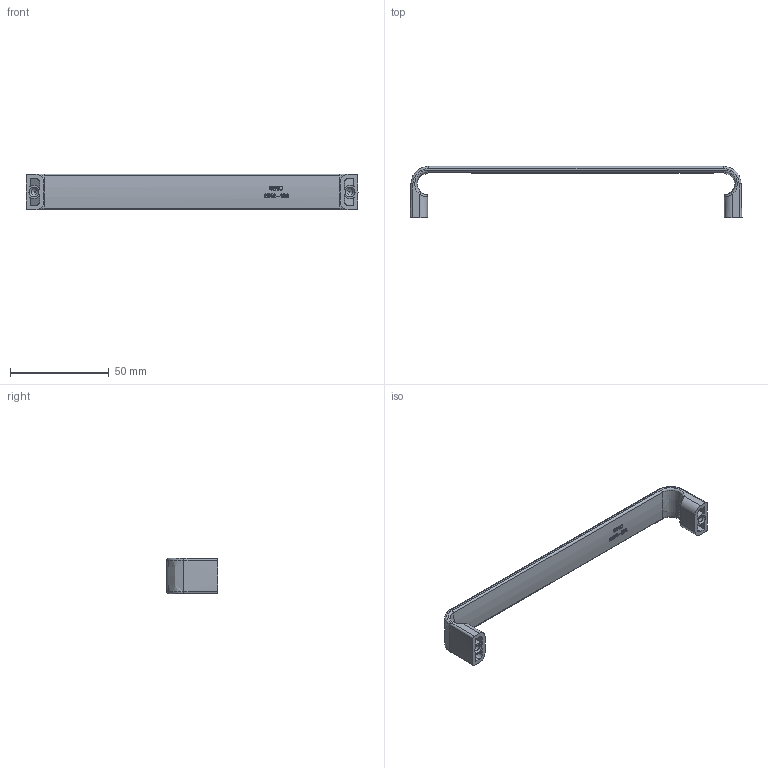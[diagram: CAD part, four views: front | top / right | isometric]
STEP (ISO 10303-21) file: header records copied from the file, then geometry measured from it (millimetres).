
FILE_DESCRIPTION(('Creo Elements/Direct Modeling STEP Export'),'2;1');
FILE_NAME('2512-168.stp','2020-11-26T15:54:49',(''),(''),'Creo Elements/Direct Modeling STEP processor for AP214 (Solid Model)','Creo Elements/Direct Modeling 20.0 12-Nov-2016 (C) Parametric Technology GmbH','');
FILE_SCHEMA(('AUTOMOTIVE_DESIGN { 1 0 10303 214 1 1 1 1 }'));
Length unit declared in the file: millimetre
Products named in the file (1): ZN-11190
Bounding box: 168 x 25.84 x 18 mm (x, y, z)
Volume: 13372.4 mm3; surface area: 9948.8 mm2
Topology: 1 solids, 1 shells, 609 faces, 1724 edges, 1138 vertices
Faces by surface type: plane 524, cylinder 47, bspline 16, cone 12, torus 6, extrusion 4
Entity records: 23803 total; most frequent: CARTESIAN_POINT 7331, DIRECTION 3742, ORIENTED_EDGE 3440, EDGE_CURVE 1720, AXIS2_PLACEMENT_3D 1531, VERTEX_POINT 1138, ELLIPSE 816, VECTOR 680
